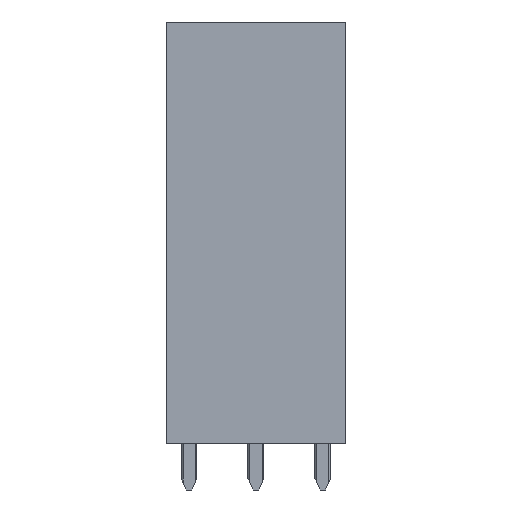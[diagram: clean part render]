
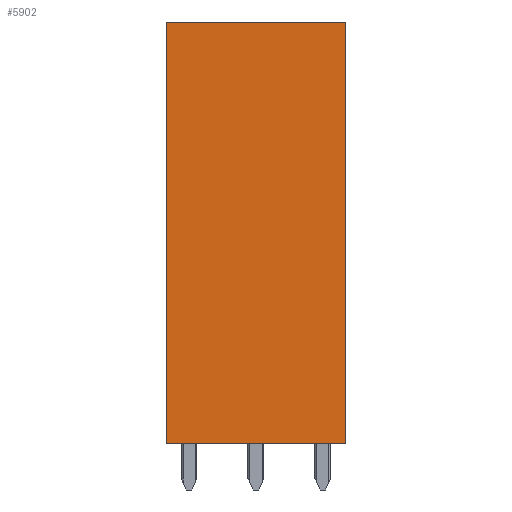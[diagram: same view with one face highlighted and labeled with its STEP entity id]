
A CAD part, left-side view. The second image highlights one B-rep face of the part: STEP entity #5902.
In plain terms, the highlighted planar face has unit normal (-1, 0, 0).
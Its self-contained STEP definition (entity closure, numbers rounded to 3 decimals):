
#5884=AXIS2_PLACEMENT_3D('Plane Axis2P3D',#5881,#5882,#5883) ;
#872=CARTESIAN_POINT('Vertex',(0.,13.6,35.5)) ;
#875=CARTESIAN_POINT('Line Origine',(0.,6.8,35.5)) ;
#879=CARTESIAN_POINT('Vertex',(0.,0.,35.5)) ;
#5833=CARTESIAN_POINT('Vertex',(0.,0.,3.5)) ;
#5836=CARTESIAN_POINT('Line Origine',(0.,6.8,3.5)) ;
#5840=CARTESIAN_POINT('Vertex',(0.,13.6,3.5)) ;
#5881=CARTESIAN_POINT('Axis2P3D Location',(0.,0.,0.)) ;
#5886=CARTESIAN_POINT('Line Origine',(0.,0.,19.5)) ;
#5891=CARTESIAN_POINT('Line Origine',(0.,13.6,19.5)) ;
#876=DIRECTION('Vector Direction',(0.,-1.,0.)) ;
#5837=DIRECTION('Vector Direction',(0.,1.,0.)) ;
#5882=DIRECTION('Axis2P3D Direction',(-1.,0.,0.)) ;
#5883=DIRECTION('Axis2P3D XDirection',(0.,0.,1.)) ;
#5887=DIRECTION('Vector Direction',(0.,0.,-1.)) ;
#5892=DIRECTION('Vector Direction',(0.,0.,1.)) ;
#877=VECTOR('Line Direction',#876,1.) ;
#5838=VECTOR('Line Direction',#5837,1.) ;
#5888=VECTOR('Line Direction',#5887,1.) ;
#5893=VECTOR('Line Direction',#5892,1.) ;
#5897=ORIENTED_EDGE('',*,*,#5890,.T.) ;
#5898=ORIENTED_EDGE('',*,*,#881,.T.) ;
#5899=ORIENTED_EDGE('',*,*,#5895,.T.) ;
#5900=ORIENTED_EDGE('',*,*,#5842,.T.) ;
#5902=ADVANCED_FACE('HOUSING',(#5901),#5885,.T.) ;
#881=EDGE_CURVE('',#880,#873,#878,.F.) ;
#5842=EDGE_CURVE('',#5841,#5834,#5839,.F.) ;
#5890=EDGE_CURVE('',#5834,#880,#5889,.F.) ;
#5895=EDGE_CURVE('',#873,#5841,#5894,.F.) ;
#5896=EDGE_LOOP('',(#5897,#5898,#5899,#5900)) ;
#5901=FACE_OUTER_BOUND('',#5896,.T.) ;
#878=LINE('Line',#875,#877) ;
#5839=LINE('Line',#5836,#5838) ;
#5889=LINE('Line',#5886,#5888) ;
#5894=LINE('Line',#5891,#5893) ;
#5885=PLANE('',#5884) ;
#873=VERTEX_POINT('',#872) ;
#880=VERTEX_POINT('',#879) ;
#5834=VERTEX_POINT('',#5833) ;
#5841=VERTEX_POINT('',#5840) ;
